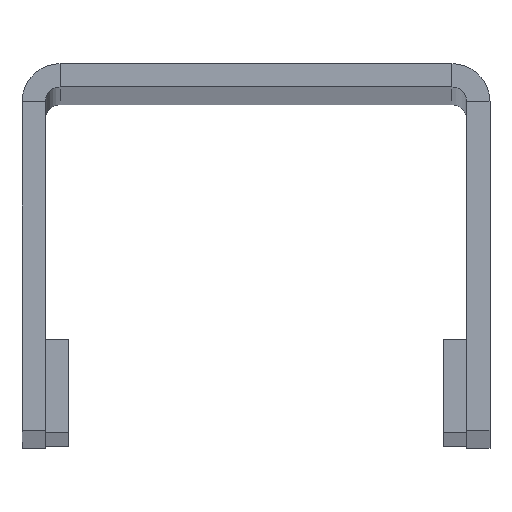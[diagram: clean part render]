
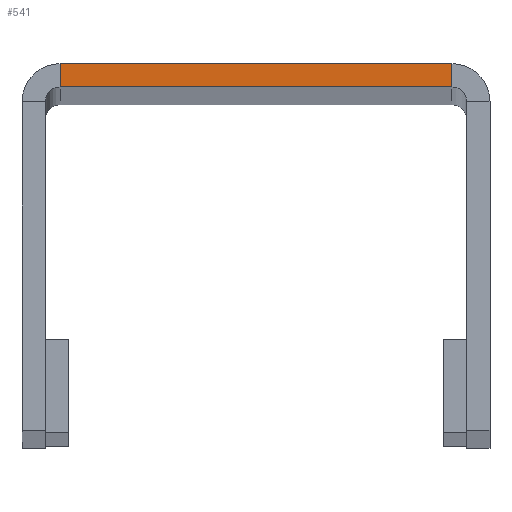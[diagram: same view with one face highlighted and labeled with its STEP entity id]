
A CAD part, top view. The second image highlights one B-rep face of the part: STEP entity #541.
In plain terms, the highlighted planar face has unit normal (0, 0, 1).
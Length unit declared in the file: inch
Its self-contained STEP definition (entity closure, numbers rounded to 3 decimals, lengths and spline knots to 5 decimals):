
#47=DIRECTION('',(0.,-1.,0.));
#48=VECTOR('',#47,0.0625);
#49=CARTESIAN_POINT('',(-0.5275,0.,13.735));
#50=LINE('',#49,#48);
#174=DIRECTION('',(-1.,0.,0.));
#175=VECTOR('',#174,1.055);
#176=CARTESIAN_POINT('',(0.5275,0.,13.735));
#177=LINE('',#176,#175);
#178=DIRECTION('',(0.,-1.,0.));
#179=VECTOR('',#178,0.0625);
#180=CARTESIAN_POINT('',(0.5275,0.,13.735));
#181=LINE('',#180,#179);
#182=DIRECTION('',(-1.,0.,0.));
#183=VECTOR('',#182,1.055);
#184=CARTESIAN_POINT('',(0.5275,-0.0625,13.735));
#185=LINE('',#184,#183);
#202=CARTESIAN_POINT('',(0.5275,0.,13.735));
#203=VERTEX_POINT('',#202);
#204=CARTESIAN_POINT('',(-0.5275,0.,13.735));
#205=VERTEX_POINT('',#204);
#226=CARTESIAN_POINT('',(0.5275,-0.0625,13.735));
#227=VERTEX_POINT('',#226);
#228=CARTESIAN_POINT('',(-0.5275,-0.0625,13.735));
#229=VERTEX_POINT('',#228);
#530=CARTESIAN_POINT('',(0.,-0.03125,13.735));
#531=DIRECTION('',(0.,0.,-1.));
#532=DIRECTION('',(-1.,0.,0.));
#533=AXIS2_PLACEMENT_3D('',#530,#531,#532);
#534=PLANE('',#533);
#535=ORIENTED_EDGE('',*,*,#399,.F.);
#536=ORIENTED_EDGE('',*,*,#457,.T.);
#537=ORIENTED_EDGE('',*,*,#370,.T.);
#538=ORIENTED_EDGE('',*,*,#300,.F.);
#539=EDGE_LOOP('',(#535,#536,#537,#538));
#540=FACE_OUTER_BOUND('',#539,.F.);
#541=ADVANCED_FACE('',(#540),#534,.F.);
#300=EDGE_CURVE('',#205,#229,#50,.T.);
#370=EDGE_CURVE('',#227,#229,#185,.T.);
#399=EDGE_CURVE('',#203,#205,#177,.T.);
#457=EDGE_CURVE('',#203,#227,#181,.T.);
